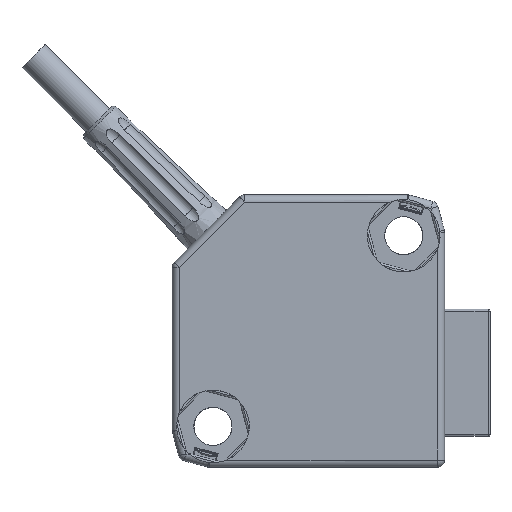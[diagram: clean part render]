
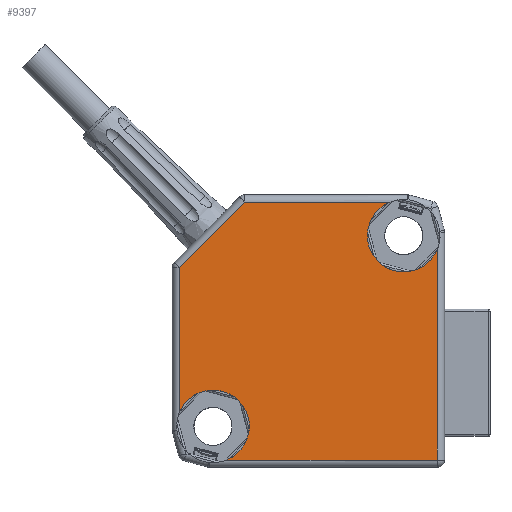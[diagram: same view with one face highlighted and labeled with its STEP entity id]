
A CAD part, front view. The second image highlights one B-rep face of the part: STEP entity #9397.
In plain terms, the highlighted planar face has unit normal (0, -1, 0).
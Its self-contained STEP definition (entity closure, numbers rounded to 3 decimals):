
#6858=DIRECTION('',(0.,0.,1.));
#6859=VECTOR('',#6858,23.18);
#6860=CARTESIAN_POINT('',(29.2,-8.1,0.8));
#6861=LINE('',#6860,#6859);
#6862=DIRECTION('',(1.,0.,0.));
#6863=VECTOR('',#6862,23.18);
#6864=CARTESIAN_POINT('',(6.02,-8.1,0.8));
#6865=LINE('',#6864,#6863);
#6866=CARTESIAN_POINT('',(4.5,-8.1,4.5));
#6867=DIRECTION('',(0.,-1.,0.));
#6868=DIRECTION('',(0.38,0.,-0.925));
#6869=AXIS2_PLACEMENT_3D('',#6866,#6867,#6868);
#6871=CARTESIAN_POINT('',(4.5,-8.1,4.5));
#6872=DIRECTION('',(0.,-1.,0.));
#6873=DIRECTION('',(0.707,0.,0.707));
#6874=AXIS2_PLACEMENT_3D('',#6871,#6872,#6873);
#6876=DIRECTION('',(0.,0.,-1.));
#6877=VECTOR('',#6876,15.975);
#6878=CARTESIAN_POINT('',(0.8,-8.1,21.995));
#6879=LINE('',#6878,#6877);
#6880=DIRECTION('',(-0.707,0.,-0.707));
#6881=VECTOR('',#6880,10.19);
#6882=CARTESIAN_POINT('',(8.005,-8.1,29.2));
#6883=LINE('',#6882,#6881);
#6884=DIRECTION('',(-1.,0.,0.));
#6885=VECTOR('',#6884,15.975);
#6886=CARTESIAN_POINT('',(23.98,-8.1,29.2));
#6887=LINE('',#6886,#6885);
#6888=CARTESIAN_POINT('',(25.5,-8.1,25.5));
#6889=DIRECTION('',(0.,-1.,0.));
#6890=DIRECTION('',(-0.38,0.,0.925));
#6891=AXIS2_PLACEMENT_3D('',#6888,#6889,#6890);
#6893=CARTESIAN_POINT('',(25.5,-8.1,25.5));
#6894=DIRECTION('',(0.,-1.,0.));
#6895=DIRECTION('',(-0.707,0.,-0.707));
#6896=AXIS2_PLACEMENT_3D('',#6893,#6894,#6895);
#6961=CARTESIAN_POINT('',(29.2,-8.1,23.98));
#7098=CARTESIAN_POINT('',(23.98,-8.1,29.2));
#7984=CARTESIAN_POINT('',(6.02,-8.1,0.8));
#8091=CARTESIAN_POINT('',(0.8,-8.1,6.02));
#8877=CARTESIAN_POINT('',(22.672,-8.1,22.672));
#8879=VERTEX_POINT('',#8877);
#8881=CARTESIAN_POINT('',(7.328,-8.1,7.328));
#8883=VERTEX_POINT('',#8881);
#8990=VERTEX_POINT('',#6961);
#8995=CARTESIAN_POINT('',(29.2,-8.1,0.8));
#8996=VERTEX_POINT('',#8995);
#9012=VERTEX_POINT('',#7098);
#9014=CARTESIAN_POINT('',(8.005,-8.1,29.2));
#9015=VERTEX_POINT('',#9014);
#9024=CARTESIAN_POINT('',(0.8,-8.1,21.995));
#9025=VERTEX_POINT('',#9024);
#9033=VERTEX_POINT('',#8091);
#9049=VERTEX_POINT('',#7984);
#9372=CARTESIAN_POINT('',(15.,-8.1,15.));
#9373=DIRECTION('',(0.,-1.,0.));
#9374=DIRECTION('',(0.707,0.,0.707));
#9375=AXIS2_PLACEMENT_3D('',#9372,#9373,#9374);
#9376=PLANE('',#9375);
#9378=ORIENTED_EDGE('',*,*,#9377,.F.);
#9380=ORIENTED_EDGE('',*,*,#9379,.F.);
#9382=ORIENTED_EDGE('',*,*,#9381,.T.);
#9384=ORIENTED_EDGE('',*,*,#9383,.T.);
#9386=ORIENTED_EDGE('',*,*,#9385,.F.);
#9388=ORIENTED_EDGE('',*,*,#9387,.F.);
#9390=ORIENTED_EDGE('',*,*,#9389,.F.);
#9392=ORIENTED_EDGE('',*,*,#9391,.T.);
#9394=ORIENTED_EDGE('',*,*,#9393,.T.);
#9395=EDGE_LOOP('',(#9378,#9380,#9382,#9384,#9386,#9388,#9390,#9392,#9394));
#9396=FACE_OUTER_BOUND('',#9395,.F.);
#6870=CIRCLE('',#6869,4.);
#6875=CIRCLE('',#6874,4.);
#6892=CIRCLE('',#6891,4.);
#6897=CIRCLE('',#6896,4.);
#9377=EDGE_CURVE('',#8996,#8990,#6861,.T.);
#9379=EDGE_CURVE('',#9049,#8996,#6865,.T.);
#9381=EDGE_CURVE('',#9049,#8883,#6870,.T.);
#9383=EDGE_CURVE('',#8883,#9033,#6875,.T.);
#9385=EDGE_CURVE('',#9025,#9033,#6879,.T.);
#9387=EDGE_CURVE('',#9015,#9025,#6883,.T.);
#9389=EDGE_CURVE('',#9012,#9015,#6887,.T.);
#9391=EDGE_CURVE('',#9012,#8879,#6892,.T.);
#9393=EDGE_CURVE('',#8879,#8990,#6897,.T.);
#9397=ADVANCED_FACE('',(#9396),#9376,.T.);
